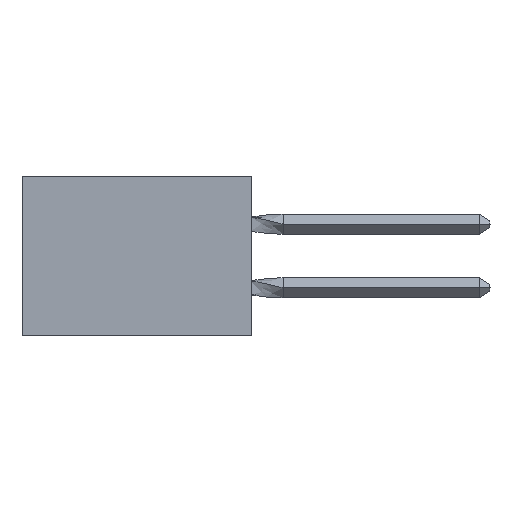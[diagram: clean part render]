
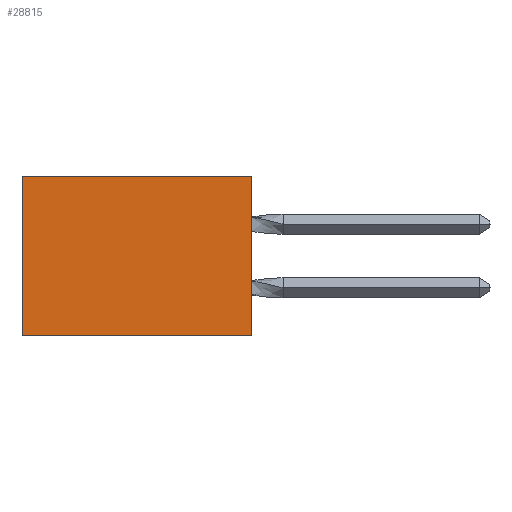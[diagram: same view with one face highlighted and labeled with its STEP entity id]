
A CAD part, left-side view. The second image highlights one B-rep face of the part: STEP entity #28815.
In plain terms, the highlighted planar face has unit normal (-1, 0, 0).
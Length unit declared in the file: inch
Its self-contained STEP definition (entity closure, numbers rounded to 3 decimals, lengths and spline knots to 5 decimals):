
#777 = FACE_OUTER_BOUND ( 'NONE', #12015, .T. ) ;
#1367 = ORIENTED_EDGE ( 'NONE', *, *, #12382, .F. ) ;
#1994 = DIRECTION ( 'NONE',  ( 0., 0., -1. ) ) ;
#2309 = CARTESIAN_POINT ( 'NONE',  ( 0.305, 0., -0.5 ) ) ;
#2511 = VERTEX_POINT ( 'NONE', #27035 ) ;
#2590 = VERTEX_POINT ( 'NONE', #26220 ) ;
#2944 = VECTOR ( 'NONE', #15981, 39.37008 ) ;
#3198 = VERTEX_POINT ( 'NONE', #33036 ) ;
#4858 = DIRECTION ( 'NONE',  ( 0., 0., -1. ) ) ;
#5632 = CARTESIAN_POINT ( 'NONE',  ( 0.305, 0.72, -0.5 ) ) ;
#6027 = ORIENTED_EDGE ( 'NONE', *, *, #12309, .T. ) ;
#6228 = CARTESIAN_POINT ( 'NONE',  ( 0.305, 0., -0.5 ) ) ;
#6608 = VERTEX_POINT ( 'NONE', #25301 ) ;
#6699 = LINE ( 'NONE', #32753, #31175 ) ;
#6742 = ORIENTED_EDGE ( 'NONE', *, *, #26082, .F. ) ;
#12015 = EDGE_LOOP ( 'NONE', ( #6027, #1367, #6742, #15133 ) ) ;
#12197 = CARTESIAN_POINT ( 'NONE',  ( 0.305, 0., -0.5 ) ) ;
#12309 = EDGE_CURVE ( 'NONE', #3198, #6608, #23818, .T. ) ;
#12382 = EDGE_CURVE ( 'NONE', #2590, #6608, #24578, .T. ) ;
#15133 = ORIENTED_EDGE ( 'NONE', *, *, #26030, .T. ) ;
#15981 = DIRECTION ( 'NONE',  ( 0., 0., -1. ) ) ;
#17361 = DIRECTION ( 'NONE',  ( 1., 0., 0. ) ) ;
#21459 = AXIS2_PLACEMENT_3D ( 'NONE', #12197, #17361, #1994 ) ;
#21783 = VECTOR ( 'NONE', #25655, 39.37008 ) ;
#23818 = LINE ( 'NONE', #5632, #2944 ) ;
#24578 = LINE ( 'NONE', #6228, #21783 ) ;
#25301 = CARTESIAN_POINT ( 'NONE',  ( 0.305, 0.72, -0.5 ) ) ;
#25655 = DIRECTION ( 'NONE',  ( 0., 1., 0. ) ) ;
#26030 = EDGE_CURVE ( 'NONE', #2511, #3198, #6699, .T. ) ;
#26082 = EDGE_CURVE ( 'NONE', #2511, #2590, #32345, .T. ) ;
#26220 = CARTESIAN_POINT ( 'NONE',  ( 0.305, 0., -0.5 ) ) ;
#27035 = CARTESIAN_POINT ( 'NONE',  ( 0.305, 0., 0. ) ) ;
#27117 = VECTOR ( 'NONE', #4858, 39.37008 ) ;
#27397 = PLANE ( 'NONE',  #21459 ) ;
#27486 = DIRECTION ( 'NONE',  ( 0., 1., 0. ) ) ;
#28815 = ADVANCED_FACE ( 'NONE', ( #777 ), #27397, .F. ) ;
#31175 = VECTOR ( 'NONE', #27486, 39.37008 ) ;
#32345 = LINE ( 'NONE', #2309, #27117 ) ;
#32753 = CARTESIAN_POINT ( 'NONE',  ( 0.305, 0., 0. ) ) ;
#33036 = CARTESIAN_POINT ( 'NONE',  ( 0.305, 0.72, 0. ) ) ;
